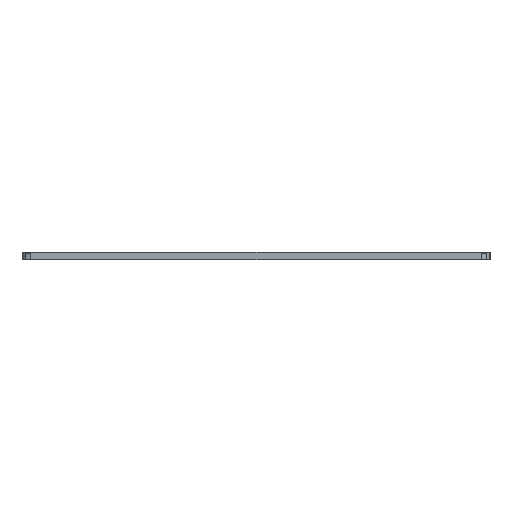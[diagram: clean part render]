
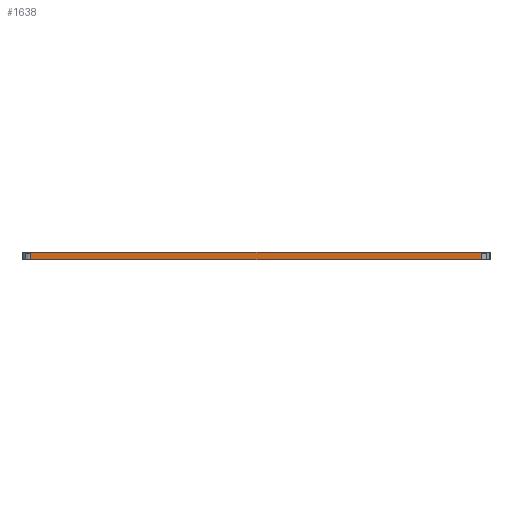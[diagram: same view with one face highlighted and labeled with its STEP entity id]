
A CAD part, left-side view. The second image highlights one B-rep face of the part: STEP entity #1638.
In plain terms, the highlighted planar face has unit normal (-1, 0, 0).
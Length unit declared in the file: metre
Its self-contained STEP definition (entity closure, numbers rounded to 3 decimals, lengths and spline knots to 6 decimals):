
#124=ORIENTED_EDGE('',*,*,#596,.T.);
#125=ORIENTED_EDGE('',*,*,#597,.F.);
#126=ORIENTED_EDGE('',*,*,#598,.F.);
#127=ORIENTED_EDGE('',*,*,#599,.T.);
#596=EDGE_CURVE('',#832,#833,#980,.T.);
#597=EDGE_CURVE('',#834,#833,#981,.T.);
#598=EDGE_CURVE('',#835,#834,#982,.T.);
#599=EDGE_CURVE('',#835,#832,#983,.T.);
#832=VERTEX_POINT('',#2404);
#833=VERTEX_POINT('',#2405);
#834=VERTEX_POINT('',#2407);
#835=VERTEX_POINT('',#2409);
#980=LINE('',#2403,#1156);
#981=LINE('',#2406,#1157);
#982=LINE('',#2408,#1158);
#983=LINE('',#2410,#1159);
#1156=VECTOR('',#1911,1.);
#1157=VECTOR('',#1912,1.);
#1158=VECTOR('',#1913,1.);
#1159=VECTOR('',#1914,1.);
#1332=EDGE_LOOP('',(#124,#125,#126,#127));
#1462=FACE_BOUND('',#1332,.T.);
#1592=PLANE('',#1749);
#1638=ADVANCED_FACE('',(#1462),#1592,.F.);
#1749=AXIS2_PLACEMENT_3D('',#2402,#1909,#1910);
#1909=DIRECTION('',(1.,0.,0.));
#1910=DIRECTION('',(0.,1.,0.));
#1911=DIRECTION('',(0.,-1.,0.));
#1912=DIRECTION('',(0.,0.,-1.));
#1913=DIRECTION('',(0.,-1.,0.));
#1914=DIRECTION('',(0.,0.,-1.));
#2402=CARTESIAN_POINT('',(0.030686,-0.157029,0.002032));
#2403=CARTESIAN_POINT('',(0.030686,-0.157029,0.));
#2404=CARTESIAN_POINT('',(0.030686,-0.092024,0.));
#2405=CARTESIAN_POINT('',(0.030686,-0.222034,0.));
#2406=CARTESIAN_POINT('',(0.030686,-0.222034,0.002032));
#2407=CARTESIAN_POINT('',(0.030686,-0.222034,0.002032));
#2408=CARTESIAN_POINT('',(0.030686,-0.157029,0.002032));
#2409=CARTESIAN_POINT('',(0.030686,-0.092024,0.002032));
#2410=CARTESIAN_POINT('',(0.030686,-0.092024,0.002032));
